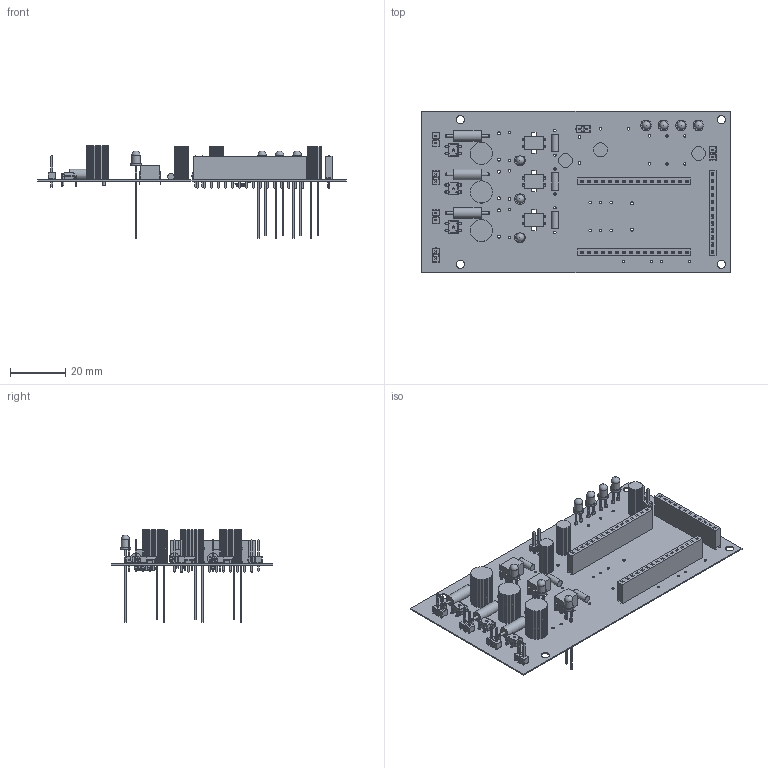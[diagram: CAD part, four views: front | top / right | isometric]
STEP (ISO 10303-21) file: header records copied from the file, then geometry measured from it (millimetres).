
FILE_DESCRIPTION(('Open CASCADE Model'),'2;1');
FILE_NAME('Open CASCADE Shape Model','2021-12-30T08:17:34',('Author'),( 'Open CASCADE'),'Open CASCADE STEP processor 6.8','Open CASCADE 6.8' ,'Unknown');
FILE_SCHEMA(('AUTOMOTIVE_DESIGN { 1 0 10303 214 1 1 1 1 }'));
Length unit declared in the file: millimetre
Products named in the file (84): PCB; Board; SOCKET2; 61301611821; 6130xx11821_PIN; WIFI; WL-TMRW_3mm; SERV; LOW; J7; 61301211821; U5; IC_Advanced_Monolithic_Systems_AMS1117-3_3_eec; 1; 2; Open CASCADE STEP translator 6.8 1.7.1.2.1; Open CASCADE STEP translator 6.8 1.7.1.2.2; Notch_2; U3; 6824995008; Extruded; 6824995200; 6824995392; 6824995584; U2; U1; SOCKET1; R6; 6824994624; Cylinder; R5; R4; R3; 6824995776; 6824996160; 6824996544; Sphere; 6824996928; R2; R1 ...
Assembly tree (178 placements, depth 5):
  PCB
    Board
    SOCKET2
      61301611821
        6130xx11821_PIN  x16
        61301611821
    WIFI
      WL-TMRW_3mm
    SERV
      WL-TMRW_3mm
    LOW
      WL-TMRW_3mm
    J7
      61301211821
        6130xx11821_PIN  x12
        61301211821
    U5
      IC_Advanced_Monolithic_Systems_AMS1117-3_3_eec
        1
        2
          Open CASCADE STEP translator 6.8 1.7.1.2.1
          Open CASCADE STEP translator 6.8 1.7.1.2.2
        Notch_2
    U3
      6824995008
        Extruded
      6824995200  x4
        Extruded
      6824995392  x4
        Extruded
      6824995584  x4
        Extruded
    U2
      6824995008
        Extruded
      6824995200  x4
        Extruded
      6824995392  x4
        Extruded
      6824995584  x4
        Extruded
    U1
      6824995008
        Extruded
      6824995200  x4
        Extruded
      6824995392  x4
        Extruded
      6824995584  x4
        Extruded
    SOCKET1
      61301611821
        6130xx11821_PIN  x16
        61301611821
    R6
      6824994624
        Cylinder
    R5
      6824994624
        Cylinder
Bounding box: 111.76 x 58.42 x 33.7 mm (x, y, z)
Volume: 9139.8 mm3; surface area: 24802.6 mm2
Topology: 216 solids, 216 shells, 4542 faces, 11862 edges, 7814 vertices
Faces by surface type: plane 3680, cylinder 513, bspline 216, extrusion 88, sphere 45
Full cylindrical faces by diameter (mm): 0.323 x1, 0.8 x6, 0.83 x9, 0.85 x30, 0.9 x18, 1 x26, 1.02 x56, 1.05 x10, 1.1 x6, 2.4 x3, 3 x11, 3.9 x3
Entity records: 48008 total; most frequent: CARTESIAN_POINT 8801, ORIENTED_EDGE 7018, DIRECTION 6731, EDGE_CURVE 3509, VECTOR 2867, LINE 2863, VERTEX_POINT 2275, AXIS2_PLACEMENT_3D 1932
